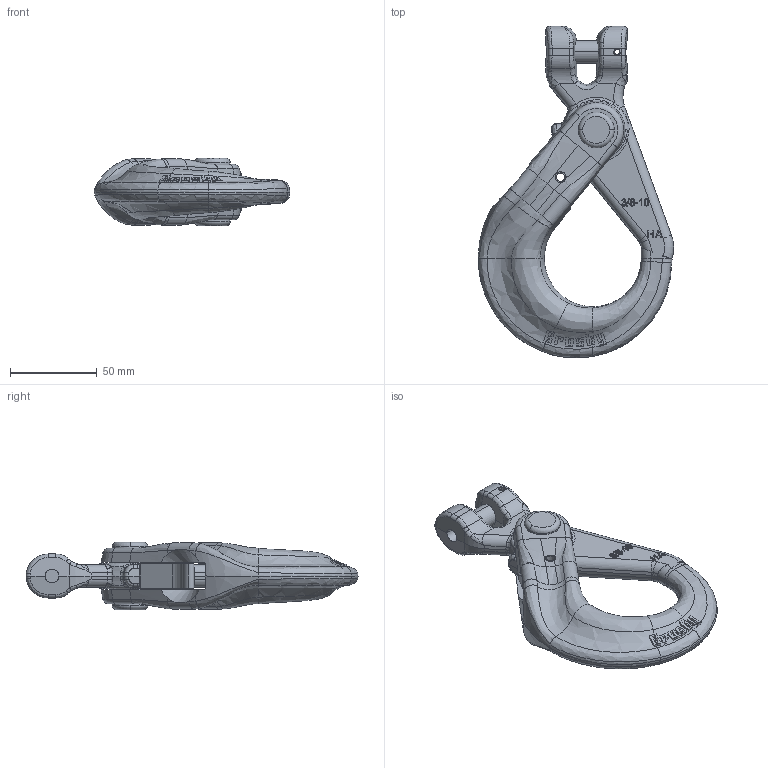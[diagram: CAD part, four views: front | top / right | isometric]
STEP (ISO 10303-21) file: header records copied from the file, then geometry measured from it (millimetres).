
FILE_DESCRIPTION((''),'2;1');
FILE_NAME('CROSBY_1317_038-10MM_1022923','2005-04-15T',('ADoughty'),('The Crosby Group, Inc.'),'PRO/ENGINEER BY PARAMETRIC TECHNOLOGY CORPORATION, 2004090','PRO/ENGINEER BY PARAMETRIC TECHNOLOGY CORPORATION, 2004090','');
FILE_SCHEMA(('CONFIG_CONTROL_DESIGN'));
Length unit declared in the file: inch
Products named in the file (1): CROSBY_1317_038-10MM_1022923
Bounding box: 112.77 x 191.32 x 38.86 mm (x, y, z)
Volume: 199823.3 mm3; surface area: 51114 mm2
Topology: 3 solids, 3 shells, 647 faces, 1665 edges, 1041 vertices
Faces by surface type: plane 274, bspline 162, cylinder 131, torus 34, cone 28, extrusion 18
Entity records: 27870 total; most frequent: CARTESIAN_POINT 13657, ORIENTED_EDGE 3330, DIRECTION 2307, EDGE_CURVE 1665, VERTEX_POINT 1041, AXIS2_PLACEMENT_3D 782, VECTOR 743, LINE 725
